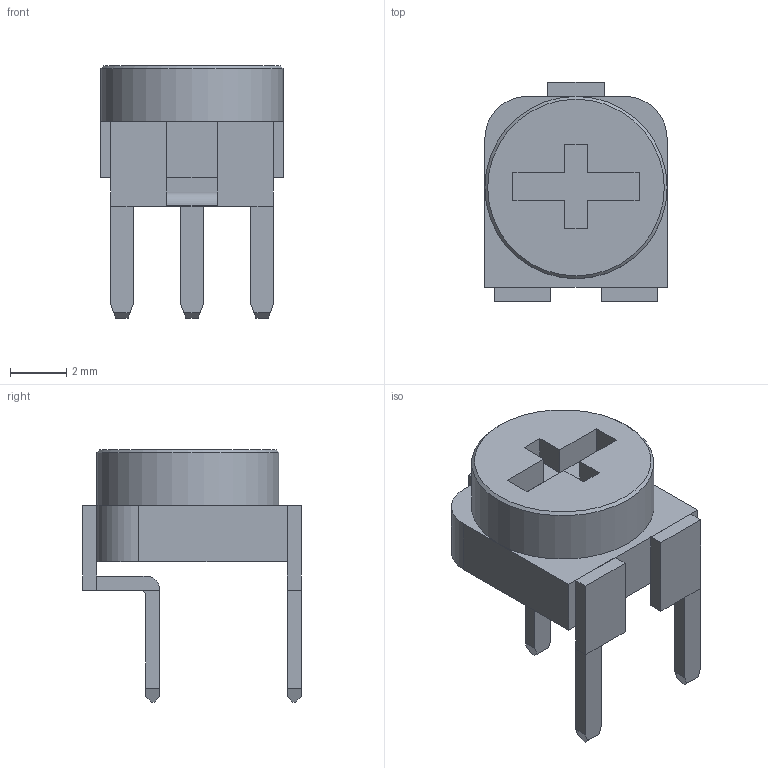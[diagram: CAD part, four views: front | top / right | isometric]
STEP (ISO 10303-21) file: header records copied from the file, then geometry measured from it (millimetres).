
FILE_DESCRIPTION(('FreeCAD Model'),'2;1');
FILE_NAME('Open CASCADE Shape Model','2024-03-08T14:25:31',('Author'),( ''),'Open CASCADE STEP processor 7.6','FreeCAD','Unknown');
FILE_SCHEMA(('AUTOMOTIVE_DESIGN { 1 0 10303 214 1 1 1 1 }'));
Length unit declared in the file: millimetre
Products named in the file (6): WH06_2_103; základna; ovladač; vývod_01 (Mirror #1); vývod_01; vývod_03
Assembly tree (5 placements, depth 2):
  WH06_2_103
    základna
    ovladač
    vývod_01 (Mirror #1)
    vývod_01
    vývod_03
Bounding box: 6.5 x 7.8 x 9 mm (x, y, z)
Volume: 162.4 mm3; surface area: 349.4 mm2
Topology: 5 solids, 5 shells, 77 faces, 185 edges, 119 vertices
Faces by surface type: plane 71, cylinder 5, cone 1
Full cylindrical faces by diameter (mm): 6.5 x1
Entity records: 2332 total; most frequent: CARTESIAN_POINT 387, ORIENTED_EDGE 370, DIRECTION 362, EDGE_CURVE 185, LINE 174, VECTOR 174, VERTEX_POINT 119, AXIS2_PLACEMENT_3D 94
